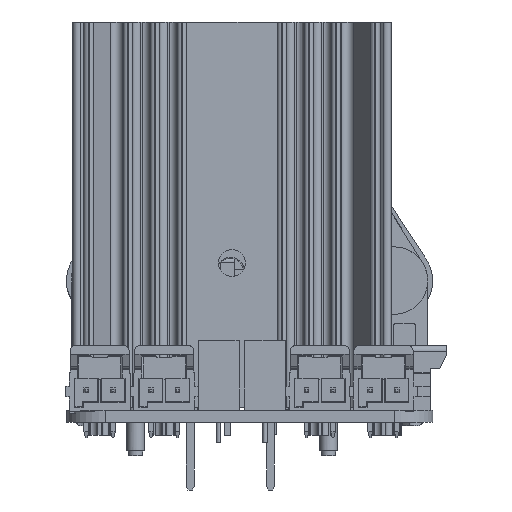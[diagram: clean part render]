
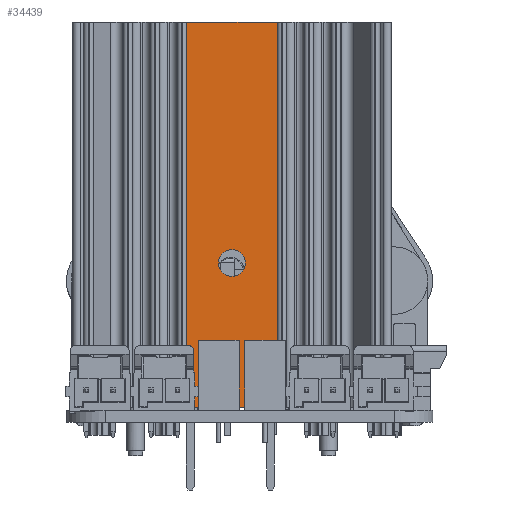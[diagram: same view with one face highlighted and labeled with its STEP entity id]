
A CAD part, left-side view. The second image highlights one B-rep face of the part: STEP entity #34439.
In plain terms, the highlighted planar face has unit normal (-1, 0, 0).
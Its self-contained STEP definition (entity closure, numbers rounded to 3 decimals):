
#31524 = VERTEX_POINT('',#31525);
#31525 = CARTESIAN_POINT('',(-21.661,8.323,0.35));
#31531 = EDGE_CURVE('',#31524,#31532,#31534,.T.);
#31532 = VERTEX_POINT('',#31533);
#31533 = CARTESIAN_POINT('',(-21.661,-3.615,0.35));
#31534 = LINE('',#31535,#31536);
#31535 = CARTESIAN_POINT('',(-21.661,8.323,0.35));
#31536 = VECTOR('',#31537,1.);
#31537 = DIRECTION('',(0.,-1.,0.));
#34396 = VERTEX_POINT('',#34397);
#34397 = CARTESIAN_POINT('',(-21.661,8.323,51.15));
#34403 = EDGE_CURVE('',#31524,#34396,#34404,.T.);
#34404 = LINE('',#34405,#34406);
#34405 = CARTESIAN_POINT('',(-21.661,8.323,0.35));
#34406 = VECTOR('',#34407,1.);
#34407 = DIRECTION('',(0.,0.,1.));
#34439 = ADVANCED_FACE('',(#34440,#34458),#34478,.T.);
#34440 = FACE_BOUND('',#34441,.F.);
#34441 = EDGE_LOOP('',(#34442,#34443,#34444,#34452));
#34442 = ORIENTED_EDGE('',*,*,#31531,.F.);
#34443 = ORIENTED_EDGE('',*,*,#34403,.T.);
#34444 = ORIENTED_EDGE('',*,*,#34445,.T.);
#34445 = EDGE_CURVE('',#34396,#34446,#34448,.T.);
#34446 = VERTEX_POINT('',#34447);
#34447 = CARTESIAN_POINT('',(-21.661,-3.615,51.15));
#34448 = LINE('',#34449,#34450);
#34449 = CARTESIAN_POINT('',(-21.661,8.323,51.15));
#34450 = VECTOR('',#34451,1.);
#34451 = DIRECTION('',(0.,-1.,0.));
#34452 = ORIENTED_EDGE('',*,*,#34453,.F.);
#34453 = EDGE_CURVE('',#31532,#34446,#34454,.T.);
#34454 = LINE('',#34455,#34456);
#34455 = CARTESIAN_POINT('',(-21.661,-3.615,0.35));
#34456 = VECTOR('',#34457,1.);
#34457 = DIRECTION('',(0.,0.,1.));
#34458 = FACE_BOUND('',#34459,.F.);
#34459 = EDGE_LOOP('',(#34460,#34471));
#34460 = ORIENTED_EDGE('',*,*,#34461,.T.);
#34461 = EDGE_CURVE('',#34462,#34464,#34466,.T.);
#34462 = VERTEX_POINT('',#34463);
#34463 = CARTESIAN_POINT('',(-21.661,0.576,19.4));
#34464 = VERTEX_POINT('',#34465);
#34465 = CARTESIAN_POINT('',(-21.661,4.132,19.4));
#34466 = CIRCLE('',#34467,1.778);
#34467 = AXIS2_PLACEMENT_3D('',#34468,#34469,#34470);
#34468 = CARTESIAN_POINT('',(-21.661,2.354,19.4));
#34469 = DIRECTION('',(-1.,0.,0.));
#34470 = DIRECTION('',(0.,-1.,0.));
#34471 = ORIENTED_EDGE('',*,*,#34472,.T.);
#34472 = EDGE_CURVE('',#34464,#34462,#34473,.T.);
#34473 = CIRCLE('',#34474,1.778);
#34474 = AXIS2_PLACEMENT_3D('',#34475,#34476,#34477);
#34475 = CARTESIAN_POINT('',(-21.661,2.354,19.4));
#34476 = DIRECTION('',(-1.,0.,0.));
#34477 = DIRECTION('',(0.,1.,0.));
#34478 = PLANE('',#34479);
#34479 = AXIS2_PLACEMENT_3D('',#34480,#34481,#34482);
#34480 = CARTESIAN_POINT('',(-21.661,8.323,0.35));
#34481 = DIRECTION('',(-1.,0.,0.));
#34482 = DIRECTION('',(0.,-1.,0.));
